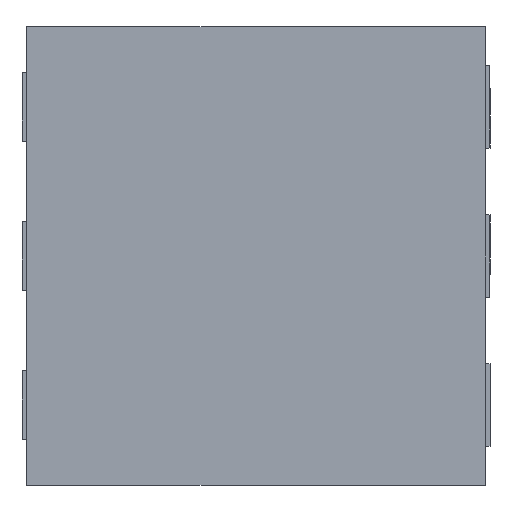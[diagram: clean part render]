
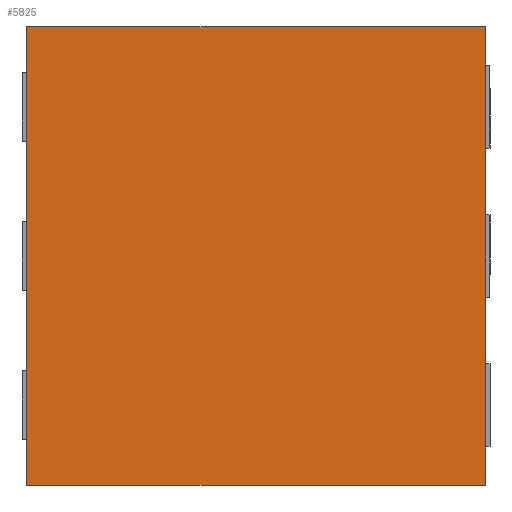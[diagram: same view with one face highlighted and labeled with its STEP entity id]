
A CAD part, front view. The second image highlights one B-rep face of the part: STEP entity #5825.
In plain terms, the highlighted planar face has unit normal (0, -1, 0).
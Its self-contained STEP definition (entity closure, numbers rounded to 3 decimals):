
#627=ORIENTED_EDGE('',*,*,#2166,.F.);
#628=ORIENTED_EDGE('',*,*,#2167,.F.);
#629=ORIENTED_EDGE('',*,*,#2168,.F.);
#630=ORIENTED_EDGE('',*,*,#2169,.F.);
#2166=EDGE_CURVE('',#2949,#2950,#3579,.T.);
#2167=EDGE_CURVE('',#2951,#2949,#3580,.T.);
#2168=EDGE_CURVE('',#2952,#2951,#3581,.T.);
#2169=EDGE_CURVE('',#2950,#2952,#3582,.T.);
#2949=VERTEX_POINT('',#9430);
#2950=VERTEX_POINT('',#9431);
#2951=VERTEX_POINT('',#9433);
#2952=VERTEX_POINT('',#9435);
#3579=LINE('',#9429,#4358);
#3580=LINE('',#9432,#4359);
#3581=LINE('',#9434,#4360);
#3582=LINE('',#9436,#4361);
#4358=VECTOR('',#7819,1000.);
#4359=VECTOR('',#7820,1000.);
#4360=VECTOR('',#7821,1000.);
#4361=VECTOR('',#7822,1000.);
#4983=EDGE_LOOP('',(#627,#628,#629,#630));
#5282=FACE_BOUND('',#4983,.T.);
#5564=PLANE('',#7094);
#5825=ADVANCED_FACE('',(#5282),#5564,.F.);
#7094=AXIS2_PLACEMENT_3D('',#9428,#7817,#7818);
#7817=DIRECTION('',(0.,1.,0.));
#7818=DIRECTION('',(0.,0.,1.));
#7819=DIRECTION('',(1.,0.,0.));
#7820=DIRECTION('',(0.,0.,1.));
#7821=DIRECTION('',(-1.,0.,0.));
#7822=DIRECTION('',(0.,0.,-1.));
#9428=CARTESIAN_POINT('',(0.,0.,0.));
#9429=CARTESIAN_POINT('',(-1.,0.,1.));
#9430=CARTESIAN_POINT('',(-1.,0.,1.));
#9431=CARTESIAN_POINT('',(1.,0.,1.));
#9432=CARTESIAN_POINT('',(-1.,0.,-1.));
#9433=CARTESIAN_POINT('',(-1.,0.,-1.));
#9434=CARTESIAN_POINT('',(1.,0.,-1.));
#9435=CARTESIAN_POINT('',(1.,0.,-1.));
#9436=CARTESIAN_POINT('',(1.,0.,1.));
